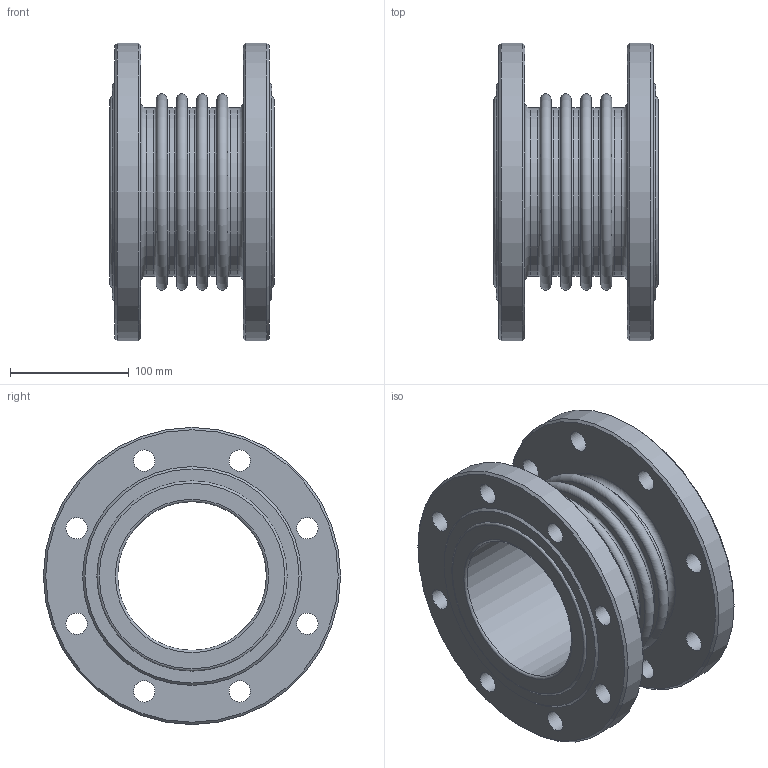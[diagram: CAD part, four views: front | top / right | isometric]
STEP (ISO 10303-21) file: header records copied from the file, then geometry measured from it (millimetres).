
FILE_DESCRIPTION(/* description */ (''),/* implementation_level */ '2;1');
FILE_NAME(/* name */ 'DN125_3D_STEP.stp',/* time_stamp */ '2025-11-21T21:31:54+03:00',/* author */ ('igorr'),/* organization */ (''),/* preprocessor_version */ 'ST-DEVELOPER v20',/* originating_system */ 'Autodesk Inventor 2025',/* authorisation */ '');
FILE_SCHEMA (('AUTOMOTIVE_DESIGN { 1 0 10303 214 3 1 1 }'));
Length unit declared in the file: millimetre
Products named in the file (1): Деталь1
Bounding box: 138 x 250 x 250 mm (x, y, z)
Volume: 2098690.9 mm3; surface area: 311911.4 mm2
Topology: 1 solids, 1 shells, 64 faces, 138 edges, 90 vertices
Faces by surface type: cylinder 24, torus 18, plane 16, cone 6
Full cylindrical faces by diameter (mm): 18 x16, 125 x1, 141.5 x5, 250 x2
Entity records: 1995 total; most frequent: DIRECTION 376, CARTESIAN_POINT 293, ORIENTED_EDGE 276, AXIS2_PLACEMENT_3D 173, EDGE_CURVE 138, EDGE_LOOP 112, CIRCLE 108, VERTEX_POINT 90
